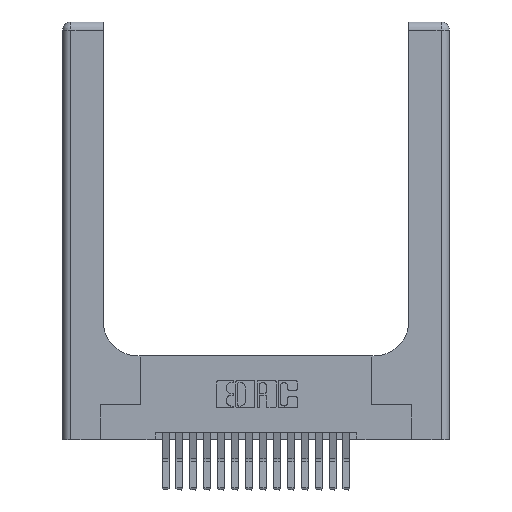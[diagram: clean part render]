
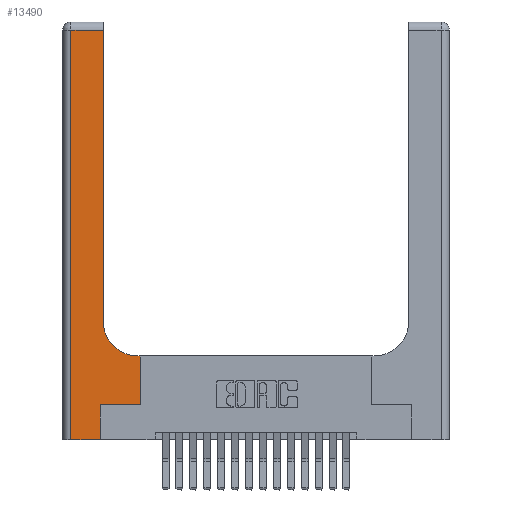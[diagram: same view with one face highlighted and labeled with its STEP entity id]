
A CAD part, top view. The second image highlights one B-rep face of the part: STEP entity #13490.
In plain terms, the highlighted planar face has unit normal (0, 0, 1).
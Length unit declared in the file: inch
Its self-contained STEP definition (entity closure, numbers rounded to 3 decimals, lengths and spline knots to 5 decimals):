
#696 = VERTEX_POINT ( 'NONE', #2427 ) ;
#723 = CARTESIAN_POINT ( 'NONE',  ( 0., 3., 0.37 ) ) ;
#869 = VERTEX_POINT ( 'NONE', #4588 ) ;
#1050 = CARTESIAN_POINT ( 'NONE',  ( 0.5415, 0.85, 0.37 ) ) ;
#1676 = VECTOR ( 'NONE', #13548, 39.37008 ) ;
#1697 = DIRECTION ( 'NONE',  ( 0., 1., 0. ) ) ;
#2139 = ORIENTED_EDGE ( 'NONE', *, *, #19570, .T. ) ;
#2427 = CARTESIAN_POINT ( 'NONE',  ( 0.5585, 0.25, 0.37 ) ) ;
#2452 = ORIENTED_EDGE ( 'NONE', *, *, #12801, .T. ) ;
#2455 = CARTESIAN_POINT ( 'NONE',  ( 0.06, 2.94, 0.37 ) ) ;
#2608 = LINE ( 'NONE', #10660, #4781 ) ;
#2863 = LINE ( 'NONE', #16050, #15663 ) ;
#2906 = LINE ( 'NONE', #12959, #11127 ) ;
#4034 = CARTESIAN_POINT ( 'NONE',  ( 0.06, 0., 0.37 ) ) ;
#4281 = VECTOR ( 'NONE', #7664, 39.37008 ) ;
#4588 = CARTESIAN_POINT ( 'NONE',  ( 0.5585, 0.6, 0.37 ) ) ;
#4709 = CARTESIAN_POINT ( 'NONE',  ( 0.269, 0., 0.37 ) ) ;
#4781 = VECTOR ( 'NONE', #1697, 39.37008 ) ;
#6023 = LINE ( 'NONE', #4709, #17390 ) ;
#7201 = EDGE_CURVE ( 'NONE', #17682, #9164, #19899, .T. ) ;
#7596 = CARTESIAN_POINT ( 'NONE',  ( 0., 2.94, 0.37 ) ) ;
#7664 = DIRECTION ( 'NONE',  ( -1., 0., 0. ) ) ;
#7689 = ORIENTED_EDGE ( 'NONE', *, *, #17723, .T. ) ;
#8329 = AXIS2_PLACEMENT_3D ( 'NONE', #1050, #18038, #14806 ) ;
#8418 = PLANE ( 'NONE',  #17497 ) ;
#8773 = CARTESIAN_POINT ( 'NONE',  ( 0.269, 0.25, 0.37 ) ) ;
#9066 = EDGE_CURVE ( 'NONE', #18420, #12907, #6023, .T. ) ;
#9108 = VECTOR ( 'NONE', #11558, 39.37008 ) ;
#9164 = VERTEX_POINT ( 'NONE', #13014 ) ;
#9278 = CARTESIAN_POINT ( 'NONE',  ( 0.2915, 3., 0.37 ) ) ;
#9399 = CARTESIAN_POINT ( 'NONE',  ( 0.5415, 0.6, 0.37 ) ) ;
#10660 = CARTESIAN_POINT ( 'NONE',  ( 0.5585, 0.25, 0.37 ) ) ;
#10820 = DIRECTION ( 'NONE',  ( 0., 1., 0. ) ) ;
#10845 = DIRECTION ( 'NONE',  ( 0., 1., 0. ) ) ;
#10949 = EDGE_CURVE ( 'NONE', #9164, #12194, #15620, .T. ) ;
#11067 = CARTESIAN_POINT ( 'NONE',  ( 0.2915, 0.85, 0.37 ) ) ;
#11127 = VECTOR ( 'NONE', #13141, 39.37008 ) ;
#11468 = DIRECTION ( 'NONE',  ( 0., 0., -1. ) ) ;
#11558 = DIRECTION ( 'NONE',  ( 1., 0., 0. ) ) ;
#11571 = CARTESIAN_POINT ( 'NONE',  ( 0.269, 0., 0.37 ) ) ;
#11686 = VECTOR ( 'NONE', #10820, 39.37008 ) ;
#11919 = CARTESIAN_POINT ( 'NONE',  ( 0.2915, 0.6, 0.37 ) ) ;
#12194 = VERTEX_POINT ( 'NONE', #2455 ) ;
#12801 = EDGE_CURVE ( 'NONE', #12907, #696, #14184, .T. ) ;
#12907 = VERTEX_POINT ( 'NONE', #8773 ) ;
#12959 = CARTESIAN_POINT ( 'NONE',  ( 0., 0., 0.37 ) ) ;
#12972 = EDGE_LOOP ( 'NONE', ( #16356, #16921, #7689, #2139, #17730, #2452, #14545, #13171, #17954 ) ) ;
#13014 = CARTESIAN_POINT ( 'NONE',  ( 0.2915, 2.94, 0.37 ) ) ;
#13141 = DIRECTION ( 'NONE',  ( 1., 0., 0. ) ) ;
#13171 = ORIENTED_EDGE ( 'NONE', *, *, #17903, .T. ) ;
#13490 = ADVANCED_FACE ( 'NONE', ( #14151 ), #8418, .F. ) ;
#13548 = DIRECTION ( 'NONE',  ( -1., 0., 0. ) ) ;
#14151 = FACE_OUTER_BOUND ( 'NONE', #12972, .T. ) ;
#14184 = LINE ( 'NONE', #16151, #9108 ) ;
#14545 = ORIENTED_EDGE ( 'NONE', *, *, #19228, .T. ) ;
#14559 = EDGE_CURVE ( 'NONE', #15465, #17682, #18210, .T. ) ;
#14693 = DIRECTION ( 'NONE',  ( -1., 0., 0. ) ) ;
#14806 = DIRECTION ( 'NONE',  ( 1., 0., 0. ) ) ;
#15465 = VERTEX_POINT ( 'NONE', #9399 ) ;
#15620 = LINE ( 'NONE', #7596, #4281 ) ;
#15663 = VECTOR ( 'NONE', #19285, 39.37008 ) ;
#15728 = VERTEX_POINT ( 'NONE', #4034 ) ;
#16050 = CARTESIAN_POINT ( 'NONE',  ( 0.06, 3., 0.37 ) ) ;
#16151 = CARTESIAN_POINT ( 'NONE',  ( 0.269, 0.25, 0.37 ) ) ;
#16356 = ORIENTED_EDGE ( 'NONE', *, *, #7201, .T. ) ;
#16921 = ORIENTED_EDGE ( 'NONE', *, *, #10949, .T. ) ;
#17390 = VECTOR ( 'NONE', #10845, 39.37008 ) ;
#17497 = AXIS2_PLACEMENT_3D ( 'NONE', #723, #11468, #14693 ) ;
#17592 = LINE ( 'NONE', #11919, #1676 ) ;
#17682 = VERTEX_POINT ( 'NONE', #11067 ) ;
#17723 = EDGE_CURVE ( 'NONE', #12194, #15728, #2863, .T. ) ;
#17730 = ORIENTED_EDGE ( 'NONE', *, *, #9066, .T. ) ;
#17903 = EDGE_CURVE ( 'NONE', #869, #15465, #17592, .T. ) ;
#17954 = ORIENTED_EDGE ( 'NONE', *, *, #14559, .T. ) ;
#18038 = DIRECTION ( 'NONE',  ( 0., 0., -1. ) ) ;
#18210 = CIRCLE ( 'NONE', #8329, 0.25 ) ;
#18420 = VERTEX_POINT ( 'NONE', #11571 ) ;
#19228 = EDGE_CURVE ( 'NONE', #696, #869, #2608, .T. ) ;
#19285 = DIRECTION ( 'NONE',  ( 0., -1., 0. ) ) ;
#19570 = EDGE_CURVE ( 'NONE', #15728, #18420, #2906, .T. ) ;
#19899 = LINE ( 'NONE', #9278, #11686 ) ;
